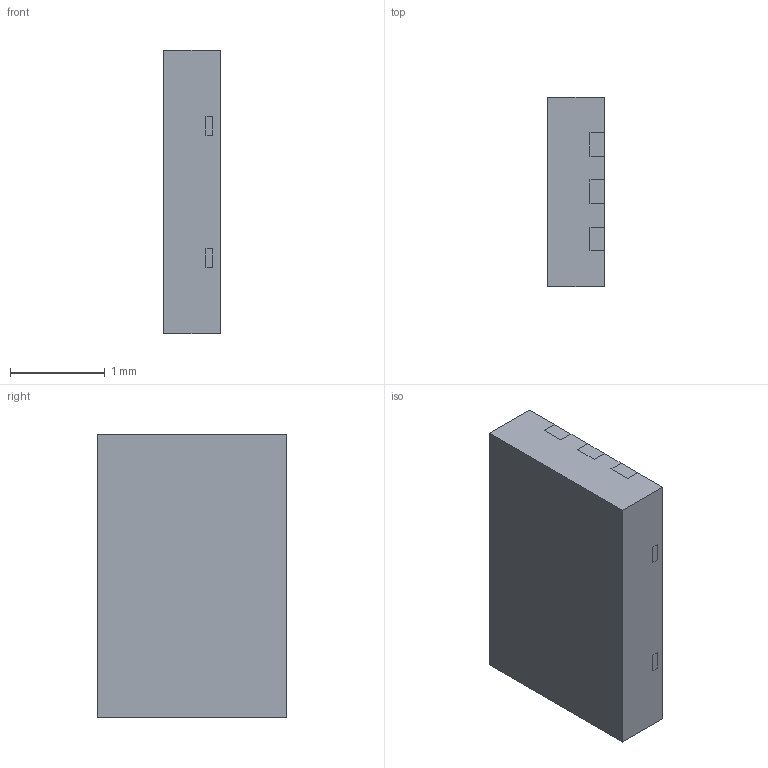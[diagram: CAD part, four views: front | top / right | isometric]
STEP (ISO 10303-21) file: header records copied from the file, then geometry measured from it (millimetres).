
FILE_DESCRIPTION(/* description */ ('Unknown'),/* implementation_level */ '2;1');
FILE_NAME(/* name */ 'DFN2030B-6 STP',/* time_stamp */ '2020-09-30T13:39:42+08:00',/* author */ ('Unknown'),/* organization */ ('Unknown'),/* preprocessor_version */ 'ST-DEVELOPER v16.7',/* originating_system */ 'DEX',/* authorisation */ $);
FILE_SCHEMA (('AUTOMOTIVE_DESIGN {1 0 10303 214 3 1 1}'));
Length unit declared in the file: millimetre
Products named in the file (3): DFN2030B-6; EMC; LDF
Assembly tree (2 placements, depth 2):
  DFN2030B-6
    EMC
    LDF
Bounding box: 0.6 x 2 x 3 mm (x, y, z)
Volume: 3.6 mm3; surface area: 34.8 mm2
Topology: 6 solids, 6 shells, 201 faces, 570 edges, 380 vertices
Faces by surface type: plane 159, cylinder 42
Entity records: 7274 total; most frequent: CARTESIAN_POINT 1154, ORIENTED_EDGE 1140, DIRECTION 1062, EDGE_CURVE 570, LINE 486, VECTOR 486, VERTEX_POINT 380, AXIS2_PLACEMENT_3D 288
